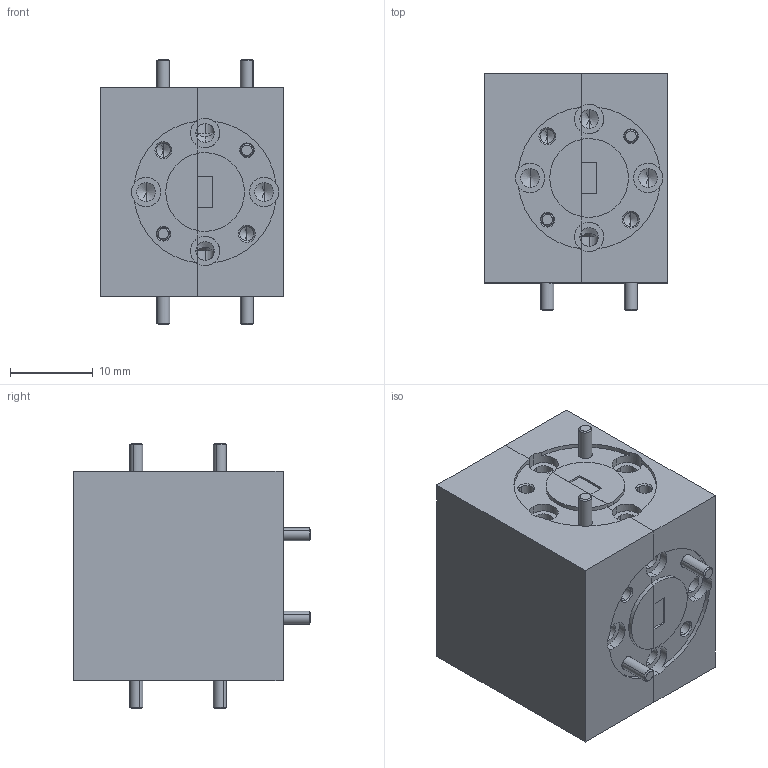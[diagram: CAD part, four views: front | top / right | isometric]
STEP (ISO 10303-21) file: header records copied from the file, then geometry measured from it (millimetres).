
FILE_DESCRIPTION (( 'STEP AP203' ), '1' );
FILE_NAME ('SWP-50370302-15-S1.STEP', '2019-07-01T22:38:12', ( '' ), ( '' ), 'SwSTEP 2.0', 'SolidWorks 2016', '' );
FILE_SCHEMA (( 'CONFIG_CONTROL_DESIGN' ));
Length unit declared in the file: inch
Products named in the file (1): SWP-50370302-15-S1
Bounding box: 22.23 x 28.77 x 32.13 mm (x, y, z)
Volume: 12957.3 mm3; surface area: 7102.1 mm2
Topology: 12 solids, 12 shells, 465 faces, 1110 edges, 652 vertices
Faces by surface type: cylinder 190, cone 160, plane 115
Entity records: 13245 total; most frequent: CARTESIAN_POINT 2498, DIRECTION 2390, ORIENTED_EDGE 2108, EDGE_CURVE 1054, AXIS2_PLACEMENT_3D 942, VERTEX_POINT 652, EDGE_LOOP 512, LINE 506
